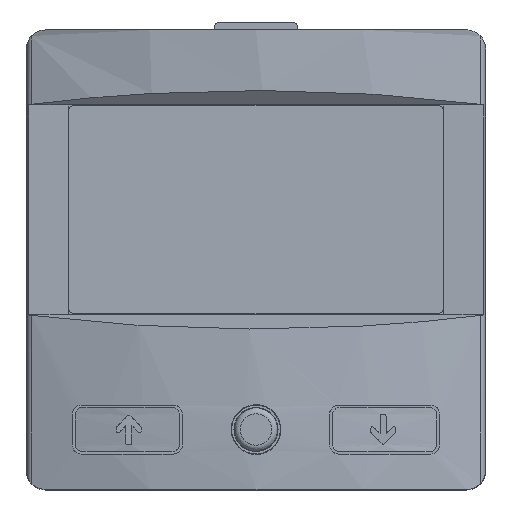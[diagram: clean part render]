
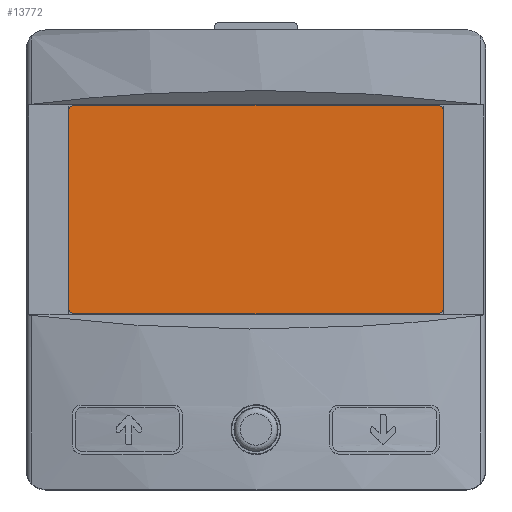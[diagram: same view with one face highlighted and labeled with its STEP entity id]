
A CAD part, top view. The second image highlights one B-rep face of the part: STEP entity #13772.
In plain terms, the highlighted planar face has unit normal (0, 0, 1).
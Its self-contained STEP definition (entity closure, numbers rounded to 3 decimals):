
#549=LINE('',#19040,#1868);
#553=LINE('',#19050,#1872);
#556=LINE('',#19058,#1875);
#559=LINE('',#19066,#1878);
#1868=VECTOR('',#15677,1000.);
#1872=VECTOR('',#15687,1000.);
#1875=VECTOR('',#15696,1000.);
#1878=VECTOR('',#15705,1000.);
#3405=ORIENTED_EDGE('',*,*,#6376,.T.);
#3406=ORIENTED_EDGE('',*,*,#6379,.T.);
#3407=ORIENTED_EDGE('',*,*,#6381,.T.);
#3408=ORIENTED_EDGE('',*,*,#6383,.T.);
#3409=ORIENTED_EDGE('',*,*,#6385,.T.);
#3410=ORIENTED_EDGE('',*,*,#6387,.T.);
#3411=ORIENTED_EDGE('',*,*,#6389,.T.);
#3412=ORIENTED_EDGE('',*,*,#6390,.T.);
#6376=EDGE_CURVE('',#7883,#7882,#549,.T.);
#6379=EDGE_CURVE('',#7882,#7884,#8577,.T.);
#6381=EDGE_CURVE('',#7884,#7885,#553,.T.);
#6383=EDGE_CURVE('',#7885,#7886,#8578,.T.);
#6385=EDGE_CURVE('',#7886,#7887,#556,.T.);
#6387=EDGE_CURVE('',#7887,#7888,#8579,.T.);
#6389=EDGE_CURVE('',#7888,#7889,#559,.T.);
#6390=EDGE_CURVE('',#7889,#7883,#8580,.T.);
#7882=VERTEX_POINT('',#19039);
#7883=VERTEX_POINT('',#19041);
#7884=VERTEX_POINT('',#19045);
#7885=VERTEX_POINT('',#19049);
#7886=VERTEX_POINT('',#19053);
#7887=VERTEX_POINT('',#19057);
#7888=VERTEX_POINT('',#19061);
#7889=VERTEX_POINT('',#19065);
#8577=CIRCLE('',#14447,0.4);
#8578=CIRCLE('',#14450,0.4);
#8579=CIRCLE('',#14453,0.4);
#8580=CIRCLE('',#14456,0.4);
#8819=EDGE_LOOP('',(#3405,#3406,#3407,#3408,#3409,#3410,#3411,#3412));
#9550=FACE_BOUND('',#8819,.T.);
#10197=PLANE('',#14457);
#13772=ADVANCED_FACE('',(#9550),#10197,.T.);
#14447=AXIS2_PLACEMENT_3D('',#19046,#15682,#15683);
#14450=AXIS2_PLACEMENT_3D('',#19054,#15691,#15692);
#14453=AXIS2_PLACEMENT_3D('',#19062,#15700,#15701);
#14456=AXIS2_PLACEMENT_3D('',#19068,#15708,#15709);
#14457=AXIS2_PLACEMENT_3D('',#19069,#15710,#15711);
#15677=DIRECTION('',(0.,-1.,0.));
#15682=DIRECTION('',(0.,0.,1.));
#15683=DIRECTION('',(1.,0.,0.));
#15687=DIRECTION('',(1.,0.,0.));
#15691=DIRECTION('',(0.,0.,1.));
#15692=DIRECTION('',(1.,0.,0.));
#15696=DIRECTION('',(0.,1.,0.));
#15700=DIRECTION('',(0.,0.,1.));
#15701=DIRECTION('',(1.,0.,0.));
#15705=DIRECTION('',(-1.,0.,0.));
#15708=DIRECTION('',(0.,0.,1.));
#15709=DIRECTION('',(1.,0.,0.));
#15710=DIRECTION('',(0.,0.,1.));
#15711=DIRECTION('',(1.,0.,0.));
#19039=CARTESIAN_POINT('',(-12.25,-3.125,25.5));
#19040=CARTESIAN_POINT('',(-12.25,9.675,25.5));
#19041=CARTESIAN_POINT('',(-12.25,9.675,25.5));
#19045=CARTESIAN_POINT('',(-11.85,-3.525,25.5));
#19046=CARTESIAN_POINT('',(-11.85,-3.125,25.5));
#19049=CARTESIAN_POINT('',(11.85,-3.525,25.5));
#19050=CARTESIAN_POINT('',(-11.85,-3.525,25.5));
#19053=CARTESIAN_POINT('',(12.25,-3.125,25.5));
#19054=CARTESIAN_POINT('',(11.85,-3.125,25.5));
#19057=CARTESIAN_POINT('',(12.25,9.675,25.5));
#19058=CARTESIAN_POINT('',(12.25,-3.125,25.5));
#19061=CARTESIAN_POINT('',(11.85,10.075,25.5));
#19062=CARTESIAN_POINT('',(11.85,9.675,25.5));
#19065=CARTESIAN_POINT('',(-11.85,10.075,25.5));
#19066=CARTESIAN_POINT('',(11.85,10.075,25.5));
#19068=CARTESIAN_POINT('',(-11.85,9.675,25.5));
#19069=CARTESIAN_POINT('',(-11.85,-3.125,25.5));
